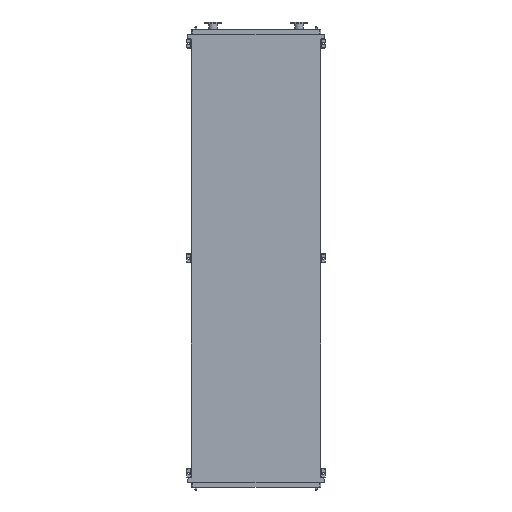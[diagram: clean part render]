
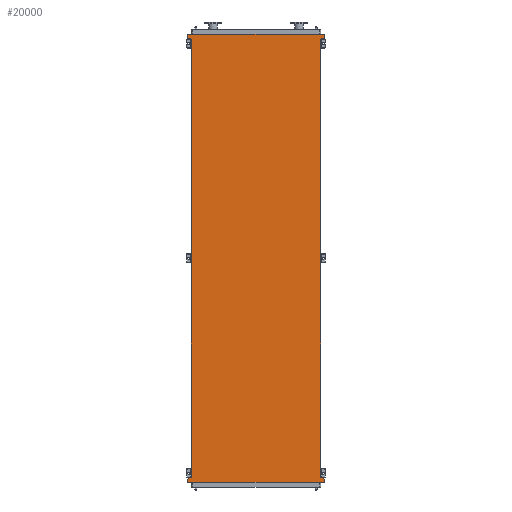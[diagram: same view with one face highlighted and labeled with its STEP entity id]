
A CAD part, front view. The second image highlights one B-rep face of the part: STEP entity #20000.
In plain terms, the highlighted planar face has unit normal (0, -1, 0).
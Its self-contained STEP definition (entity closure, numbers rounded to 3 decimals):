
#218 = VERTEX_POINT ( 'NONE', #5842 ) ;
#489 = CARTESIAN_POINT ( 'NONE',  ( 891., 0., 53. ) ) ;
#651 = ORIENTED_EDGE ( 'NONE', *, *, #22047, .F. ) ;
#831 = VECTOR ( 'NONE', #10504, 1000. ) ;
#923 = ORIENTED_EDGE ( 'NONE', *, *, #22971, .T. ) ;
#930 = LINE ( 'NONE', #489, #20247 ) ;
#973 = LINE ( 'NONE', #13547, #5369 ) ;
#1313 = CARTESIAN_POINT ( 'NONE',  ( -891., 0., -5703. ) ) ;
#1994 = FACE_OUTER_BOUND ( 'NONE', #23240, .T. ) ;
#2165 = DIRECTION ( 'NONE',  ( 0., 0., 1. ) ) ;
#2295 = LINE ( 'NONE', #14891, #21601 ) ;
#2367 = LINE ( 'NONE', #8975, #6752 ) ;
#2392 = DIRECTION ( 'NONE',  ( -0.655, 0., 0.755 ) ) ;
#2721 = VECTOR ( 'NONE', #10664, 1000. ) ;
#2863 = EDGE_CURVE ( 'NONE', #7934, #23165, #5156, .T. ) ;
#2988 = VERTEX_POINT ( 'NONE', #8962 ) ;
#3024 = CARTESIAN_POINT ( 'NONE',  ( -845., 0., -5650. ) ) ;
#4459 = ORIENTED_EDGE ( 'NONE', *, *, #13542, .F. ) ;
#4673 = EDGE_CURVE ( 'NONE', #218, #8005, #973, .T. ) ;
#4939 = AXIS2_PLACEMENT_3D ( 'NONE', #20236, #22133, #10927 ) ;
#5156 = LINE ( 'NONE', #20955, #18913 ) ;
#5369 = VECTOR ( 'NONE', #7986, 1000. ) ;
#5629 = ORIENTED_EDGE ( 'NONE', *, *, #4673, .F. ) ;
#5637 = DIRECTION ( 'NONE',  ( 0., 0., 1. ) ) ;
#5822 = EDGE_CURVE ( 'NONE', #22826, #2988, #23214, .T. ) ;
#5842 = CARTESIAN_POINT ( 'NONE',  ( 891., 0., -5745. ) ) ;
#6416 = EDGE_CURVE ( 'NONE', #16393, #11737, #930, .T. ) ;
#6500 = ORIENTED_EDGE ( 'NONE', *, *, #6416, .F. ) ;
#6666 = VECTOR ( 'NONE', #2165, 1000. ) ;
#6752 = VECTOR ( 'NONE', #7111, 1000. ) ;
#7111 = DIRECTION ( 'NONE',  ( 1., 0., 0. ) ) ;
#7934 = VERTEX_POINT ( 'NONE', #15634 ) ;
#7986 = DIRECTION ( 'NONE',  ( -1., 0., 0. ) ) ;
#8005 = VERTEX_POINT ( 'NONE', #15795 ) ;
#8093 = CARTESIAN_POINT ( 'NONE',  ( 891., 0., 53. ) ) ;
#8848 = VECTOR ( 'NONE', #16178, 1000. ) ;
#8962 = CARTESIAN_POINT ( 'NONE',  ( 891., 0., -5703. ) ) ;
#8975 = CARTESIAN_POINT ( 'NONE',  ( -891., 0., 95. ) ) ;
#9206 = VERTEX_POINT ( 'NONE', #1313 ) ;
#9957 = DIRECTION ( 'NONE',  ( 0., 0., -1. ) ) ;
#10439 = VECTOR ( 'NONE', #20503, 1000. ) ;
#10504 = DIRECTION ( 'NONE',  ( 0., 0., -1. ) ) ;
#10537 = CARTESIAN_POINT ( 'NONE',  ( -845., 0., -5650. ) ) ;
#10557 = EDGE_CURVE ( 'NONE', #22745, #7934, #23793, .T. ) ;
#10664 = DIRECTION ( 'NONE',  ( 0.655, 0., -0.755 ) ) ;
#10797 = CARTESIAN_POINT ( 'NONE',  ( 845., 0., -5650. ) ) ;
#10798 = LINE ( 'NONE', #16142, #831 ) ;
#10927 = DIRECTION ( 'NONE',  ( 0., 0., -1. ) ) ;
#11737 = VERTEX_POINT ( 'NONE', #14063 ) ;
#11968 = EDGE_CURVE ( 'NONE', #21187, #21799, #2367, .T. ) ;
#12719 = VECTOR ( 'NONE', #5637, 1000. ) ;
#13230 = ORIENTED_EDGE ( 'NONE', *, *, #20237, .F. ) ;
#13336 = EDGE_CURVE ( 'NONE', #21799, #16393, #10798, .T. ) ;
#13542 = EDGE_CURVE ( 'NONE', #9206, #22745, #2295, .T. ) ;
#13547 = CARTESIAN_POINT ( 'NONE',  ( 891., 0., -5745. ) ) ;
#13591 = LINE ( 'NONE', #23050, #22957 ) ;
#13813 = CARTESIAN_POINT ( 'NONE',  ( 891., 0., 95. ) ) ;
#14063 = CARTESIAN_POINT ( 'NONE',  ( 845., 0., 0. ) ) ;
#14861 = CARTESIAN_POINT ( 'NONE',  ( -891., 0., -5745. ) ) ;
#14891 = CARTESIAN_POINT ( 'NONE',  ( -891., 0., -5703. ) ) ;
#14953 = CARTESIAN_POINT ( 'NONE',  ( 845., 0., -5650. ) ) ;
#15404 = LINE ( 'NONE', #14861, #10439 ) ;
#15444 = CARTESIAN_POINT ( 'NONE',  ( -891., 0., 53. ) ) ;
#15634 = CARTESIAN_POINT ( 'NONE',  ( -845., 0., 0. ) ) ;
#15795 = CARTESIAN_POINT ( 'NONE',  ( -891., 0., -5745. ) ) ;
#16142 = CARTESIAN_POINT ( 'NONE',  ( 891., 0., 95. ) ) ;
#16178 = DIRECTION ( 'NONE',  ( 0., 0., 1. ) ) ;
#16393 = VERTEX_POINT ( 'NONE', #8093 ) ;
#16461 = ORIENTED_EDGE ( 'NONE', *, *, #13336, .F. ) ;
#16718 = DIRECTION ( 'NONE',  ( 0.655, 0., 0.755 ) ) ;
#16771 = ORIENTED_EDGE ( 'NONE', *, *, #23216, .F. ) ;
#17354 = ORIENTED_EDGE ( 'NONE', *, *, #5822, .F. ) ;
#17636 = ORIENTED_EDGE ( 'NONE', *, *, #11968, .F. ) ;
#18363 = PLANE ( 'NONE',  #4939 ) ;
#18913 = VECTOR ( 'NONE', #2392, 1000. ) ;
#19087 = CARTESIAN_POINT ( 'NONE',  ( -891., 0., 53. ) ) ;
#20000 = ADVANCED_FACE ( 'NONE', ( #1994 ), #18363, .T. ) ;
#20236 = CARTESIAN_POINT ( 'NONE',  ( -845., 0., -5650. ) ) ;
#20237 = EDGE_CURVE ( 'NONE', #23165, #21187, #21005, .T. ) ;
#20247 = VECTOR ( 'NONE', #21090, 1000. ) ;
#20503 = DIRECTION ( 'NONE',  ( 0., 0., 1. ) ) ;
#20955 = CARTESIAN_POINT ( 'NONE',  ( -845., 0., 0. ) ) ;
#21005 = LINE ( 'NONE', #19087, #6666 ) ;
#21090 = DIRECTION ( 'NONE',  ( -0.655, 0., -0.755 ) ) ;
#21187 = VERTEX_POINT ( 'NONE', #21298 ) ;
#21298 = CARTESIAN_POINT ( 'NONE',  ( -891., 0., 95. ) ) ;
#21601 = VECTOR ( 'NONE', #16718, 1000. ) ;
#21799 = VERTEX_POINT ( 'NONE', #13813 ) ;
#21867 = CARTESIAN_POINT ( 'NONE',  ( 845., 0., -5650. ) ) ;
#22047 = EDGE_CURVE ( 'NONE', #8005, #9206, #15404, .T. ) ;
#22096 = LINE ( 'NONE', #14953, #12719 ) ;
#22133 = DIRECTION ( 'NONE',  ( 0., -1., 0. ) ) ;
#22745 = VERTEX_POINT ( 'NONE', #3024 ) ;
#22826 = VERTEX_POINT ( 'NONE', #10797 ) ;
#22957 = VECTOR ( 'NONE', #9957, 1000. ) ;
#22971 = EDGE_CURVE ( 'NONE', #22826, #11737, #22096, .T. ) ;
#23050 = CARTESIAN_POINT ( 'NONE',  ( 891., 0., -5703. ) ) ;
#23165 = VERTEX_POINT ( 'NONE', #15444 ) ;
#23185 = ORIENTED_EDGE ( 'NONE', *, *, #2863, .F. ) ;
#23214 = LINE ( 'NONE', #21867, #2721 ) ;
#23216 = EDGE_CURVE ( 'NONE', #2988, #218, #13591, .T. ) ;
#23240 = EDGE_LOOP ( 'NONE', ( #923, #6500, #16461, #17636, #13230, #23185, #23768, #4459, #651, #5629, #16771, #17354 ) ) ;
#23768 = ORIENTED_EDGE ( 'NONE', *, *, #10557, .F. ) ;
#23793 = LINE ( 'NONE', #10537, #8848 ) ;
